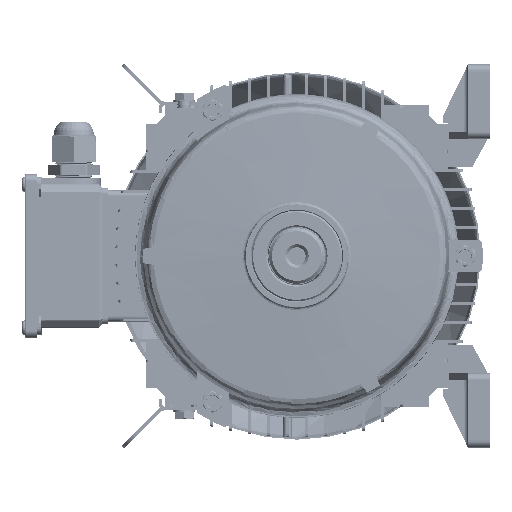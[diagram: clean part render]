
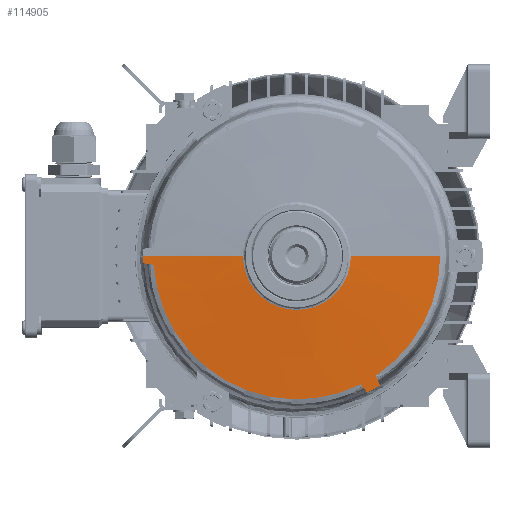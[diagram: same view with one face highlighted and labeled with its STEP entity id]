
A CAD part, left-side view. The second image highlights one B-rep face of the part: STEP entity #114905.
In plain terms, the highlighted conical face has half-angle 87 degrees and reference radius 105 mm.
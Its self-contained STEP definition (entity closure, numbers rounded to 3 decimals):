
#2781 = VERTEX_POINT ( 'NONE', #216276 ) ;
#5071 = VERTEX_POINT ( 'NONE', #208925 ) ;
#6668 = ORIENTED_EDGE ( 'NONE', *, *, #146403, .F. ) ;
#7062 = CARTESIAN_POINT ( 'NONE',  ( -205.47, -76.691, -120.793 ) ) ;
#7247 = DIRECTION ( 'NONE',  ( 0., -1., 0. ) ) ;
#12227 = B_SPLINE_CURVE_WITH_KNOTS ( 'NONE', 3,
 ( #214518, #197544, #81050, #30037 ),
 .UNSPECIFIED., .F., .F.,
 ( 4, 4 ),
 ( 0., 0.007 ),
 .UNSPECIFIED. ) ;
#16183 = DIRECTION ( 'NONE',  ( 0.052, 0.999, 0. ) ) ;
#19856 = DIRECTION ( 'NONE',  ( 0., 0., 1. ) ) ;
#20009 = CARTESIAN_POINT ( 'NONE',  ( -205.717, 80.216, -38.13 ) ) ;
#20235 = DIRECTION ( 'NONE',  ( 1., 0., 0. ) ) ;
#20508 = CARTESIAN_POINT ( 'NONE',  ( -205.84, -73.998, -114.129 ) ) ;
#22516 = CARTESIAN_POINT ( 'NONE',  ( -205.84, -73.998, -114.129 ) ) ;
#22729 = CARTESIAN_POINT ( 'NONE',  ( -205.47, -19.92, -32.463 ) ) ;
#23599 = ORIENTED_EDGE ( 'NONE', *, *, #66501, .T. ) ;
#25680 = ORIENTED_EDGE ( 'NONE', *, *, #137865, .T. ) ;
#25709 = CARTESIAN_POINT ( 'NONE',  ( -205.84, -19.92, -32.463 ) ) ;
#30037 = CARTESIAN_POINT ( 'NONE',  ( -205.47, -68.03, -125.793 ) ) ;
#30623 = CIRCLE ( 'NONE', #137180, 97.948 ) ;
#38089 = CIRCLE ( 'NONE', #42023, 36.895 ) ;
#40167 = EDGE_CURVE ( 'NONE', #5071, #168775, #202814, .T. ) ;
#40483 = AXIS2_PLACEMENT_3D ( 'NONE', #194320, #144102, #163197 ) ;
#42023 = AXIS2_PLACEMENT_3D ( 'NONE', #155204, #20235, #208356 ) ;
#45305 = CARTESIAN_POINT ( 'NONE',  ( -205.47, -68.03, -125.793 ) ) ;
#54059 = CARTESIAN_POINT ( 'NONE',  ( -205.594, 82.589, -37.797 ) ) ;
#58775 = VERTEX_POINT ( 'NONE', #124414 ) ;
#63750 = EDGE_CURVE ( 'NONE', #105443, #82590, #30623, .T. ) ;
#66501 = EDGE_CURVE ( 'NONE', #82317, #105443, #208522, .T. ) ;
#71547 = DIRECTION ( 'NONE',  ( 1., 0., 0. ) ) ;
#74472 = ORIENTED_EDGE ( 'NONE', *, *, #63750, .T. ) ;
#75831 = FACE_OUTER_BOUND ( 'NONE', #153403, .T. ) ;
#76387 = EDGE_CURVE ( 'NONE', #82590, #139005, #12227, .T. ) ;
#78232 = B_SPLINE_CURVE_WITH_KNOTS ( 'NONE', 3,
 ( #7062, #89846, #88392, #22516 ),
 .UNSPECIFIED., .F., .F.,
 ( 4, 4 ),
 ( 0., 0.007 ),
 .UNSPECIFIED. ) ;
#78367 = ORIENTED_EDGE ( 'NONE', *, *, #130463, .T. ) ;
#81050 = CARTESIAN_POINT ( 'NONE',  ( -205.594, -66.555, -123.905 ) ) ;
#82317 = VERTEX_POINT ( 'NONE', #100192 ) ;
#82590 = VERTEX_POINT ( 'NONE', #141228 ) ;
#88392 = CARTESIAN_POINT ( 'NONE',  ( -205.717, -74.895, -116.35 ) ) ;
#89846 = CARTESIAN_POINT ( 'NONE',  ( -205.594, -75.793, -118.572 ) ) ;
#100192 = CARTESIAN_POINT ( 'NONE',  ( -205.47, 84.961, -37.463 ) ) ;
#100682 = CIRCLE ( 'NONE', #40483, 105. ) ;
#105443 = VERTEX_POINT ( 'NONE', #213795 ) ;
#105547 = DIRECTION ( 'NONE',  ( -1., 0., 0. ) ) ;
#106247 = DIRECTION ( 'NONE',  ( 0., 0., 1. ) ) ;
#112629 = ORIENTED_EDGE ( 'NONE', *, *, #151574, .T. ) ;
#114430 = AXIS2_PLACEMENT_3D ( 'NONE', #22729, #158399, #106247 ) ;
#114905 = ADVANCED_FACE ( 'NONE', ( #75831 ), #210410, .T. ) ;
#115647 = VECTOR ( 'NONE', #16183, 1000. ) ;
#116569 = EDGE_CURVE ( 'NONE', #189399, #5071, #38089, .T. ) ;
#118484 = CIRCLE ( 'NONE', #114430, 105. ) ;
#122571 = CARTESIAN_POINT ( 'NONE',  ( -205.47, 84.961, -37.463 ) ) ;
#123645 = LINE ( 'NONE', #166189, #208135 ) ;
#124414 = CARTESIAN_POINT ( 'NONE',  ( -205.84, -117.867, -32.463 ) ) ;
#126082 = DIRECTION ( 'NONE',  ( -1., 0., 0. ) ) ;
#130463 = EDGE_CURVE ( 'NONE', #168775, #82317, #118484, .T. ) ;
#130561 = ORIENTED_EDGE ( 'NONE', *, *, #116569, .T. ) ;
#137180 = AXIS2_PLACEMENT_3D ( 'NONE', #207252, #105547, #19856 ) ;
#137865 = EDGE_CURVE ( 'NONE', #139005, #2781, #100682, .T. ) ;
#139005 = VERTEX_POINT ( 'NONE', #45305 ) ;
#139286 = CARTESIAN_POINT ( 'NONE',  ( -205.47, -19.92, -32.463 ) ) ;
#141228 = CARTESIAN_POINT ( 'NONE',  ( -205.84, -63.606, -120.129 ) ) ;
#144102 = DIRECTION ( 'NONE',  ( -1., 0., 0. ) ) ;
#145672 = CARTESIAN_POINT ( 'NONE',  ( -209.04, -56.815, -32.463 ) ) ;
#146403 = EDGE_CURVE ( 'NONE', #189399, #58775, #123645, .T. ) ;
#146771 = CIRCLE ( 'NONE', #202043, 97.948 ) ;
#151574 = EDGE_CURVE ( 'NONE', #2781, #188630, #78232, .T. ) ;
#153403 = EDGE_LOOP ( 'NONE', ( #130561, #211121, #78367, #23599, #74472, #188009, #25680, #112629, #197270, #6668 ) ) ;
#155204 = CARTESIAN_POINT ( 'NONE',  ( -209.04, -19.92, -32.463 ) ) ;
#158399 = DIRECTION ( 'NONE',  ( -1., 0., 0. ) ) ;
#161927 = EDGE_CURVE ( 'NONE', #188630, #58775, #146771, .T. ) ;
#163197 = DIRECTION ( 'NONE',  ( 0., 0., 1. ) ) ;
#166189 = CARTESIAN_POINT ( 'NONE',  ( -205.47, -124.92, -32.463 ) ) ;
#168775 = VERTEX_POINT ( 'NONE', #193964 ) ;
#186480 = AXIS2_PLACEMENT_3D ( 'NONE', #139286, #71547, #7247 ) ;
#188009 = ORIENTED_EDGE ( 'NONE', *, *, #76387, .T. ) ;
#188630 = VERTEX_POINT ( 'NONE', #20508 ) ;
#188962 = CARTESIAN_POINT ( 'NONE',  ( -205.84, 77.844, -38.463 ) ) ;
#189399 = VERTEX_POINT ( 'NONE', #145672 ) ;
#193964 = CARTESIAN_POINT ( 'NONE',  ( -205.47, 85.08, -32.463 ) ) ;
#194320 = CARTESIAN_POINT ( 'NONE',  ( -205.47, -19.92, -32.463 ) ) ;
#197270 = ORIENTED_EDGE ( 'NONE', *, *, #161927, .T. ) ;
#197544 = CARTESIAN_POINT ( 'NONE',  ( -205.717, -65.08, -122.017 ) ) ;
#202043 = AXIS2_PLACEMENT_3D ( 'NONE', #25709, #126082, #208741 ) ;
#202814 = LINE ( 'NONE', #219102, #115647 ) ;
#207252 = CARTESIAN_POINT ( 'NONE',  ( -205.84, -19.92, -32.463 ) ) ;
#208135 = VECTOR ( 'NONE', #216492, 1000. ) ;
#208356 = DIRECTION ( 'NONE',  ( 0., 0., 1. ) ) ;
#208522 = B_SPLINE_CURVE_WITH_KNOTS ( 'NONE', 3,
 ( #122571, #54059, #20009, #188962 ),
 .UNSPECIFIED., .F., .F.,
 ( 4, 4 ),
 ( 0., 0.007 ),
 .UNSPECIFIED. ) ;
#208741 = DIRECTION ( 'NONE',  ( 0., 0., 1. ) ) ;
#208925 = CARTESIAN_POINT ( 'NONE',  ( -209.04, 16.975, -32.463 ) ) ;
#210410 = CONICAL_SURFACE ( 'NONE', #186480, 105., 1.518 ) ;
#211121 = ORIENTED_EDGE ( 'NONE', *, *, #40167, .T. ) ;
#213795 = CARTESIAN_POINT ( 'NONE',  ( -205.84, 77.844, -38.463 ) ) ;
#214518 = CARTESIAN_POINT ( 'NONE',  ( -205.84, -63.606, -120.129 ) ) ;
#216276 = CARTESIAN_POINT ( 'NONE',  ( -205.47, -76.691, -120.793 ) ) ;
#216492 = DIRECTION ( 'NONE',  ( 0.052, -0.999, 0. ) ) ;
#219102 = CARTESIAN_POINT ( 'NONE',  ( -205.47, 85.08, -32.463 ) ) ;
